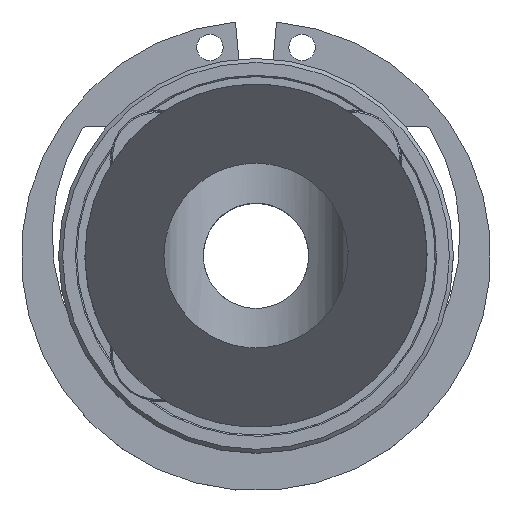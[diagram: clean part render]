
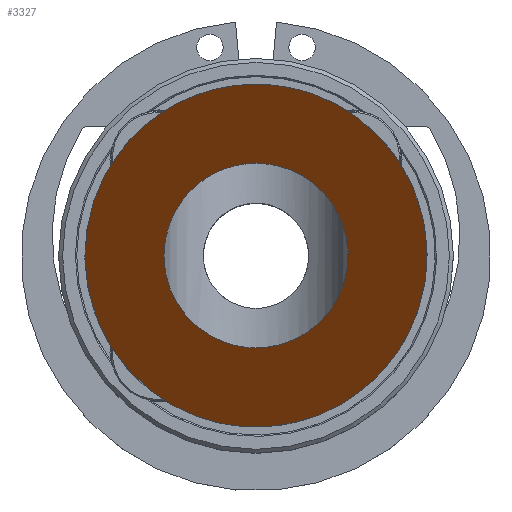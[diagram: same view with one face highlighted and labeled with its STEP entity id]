
A CAD part, top view. The second image highlights one B-rep face of the part: STEP entity #3327.
In plain terms, the highlighted planar face has unit normal (0, -0.707, 0.707).
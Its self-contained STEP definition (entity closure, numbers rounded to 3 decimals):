
#240=ELLIPSE('',#3580,18.385,13.);
#241=ELLIPSE('',#3590,9.899,7.);
#451=PLANE('',#3591);
#558=FACE_BOUND('',#948,.T.);
#703=FACE_OUTER_BOUND('',#947,.T.);
#947=EDGE_LOOP('',(#2272));
#948=EDGE_LOOP('',(#2273));
#1518=VERTEX_POINT('',#5292);
#1527=VERTEX_POINT('',#5449);
#1826=EDGE_CURVE('',#1518,#1518,#240,.T.);
#1835=EDGE_CURVE('',#1527,#1527,#241,.T.);
#2272=ORIENTED_EDGE('',*,*,#1826,.T.);
#2273=ORIENTED_EDGE('',*,*,#1835,.F.);
#3327=ADVANCED_FACE('',(#703,#558),#451,.T.);
#3580=AXIS2_PLACEMENT_3D('',#5293,#4102,#4103);
#3590=AXIS2_PLACEMENT_3D('',#5450,#4122,#4123);
#3591=AXIS2_PLACEMENT_3D('',#5486,#4124,#4125);
#4102=DIRECTION('center_axis',(0.,-0.707,
0.707));
#4103=DIRECTION('ref_axis',(0.,-0.707,-0.707));
#4122=DIRECTION('center_axis',(0.,-0.707,
0.707));
#4123=DIRECTION('ref_axis',(0.,-0.707,-0.707));
#4124=DIRECTION('center_axis',(0.,-0.707,
0.707));
#4125=DIRECTION('ref_axis',(1.,0.,0.));
#5292=CARTESIAN_POINT('',(0.,-13.,5.672));
#5293=CARTESIAN_POINT('Origin',(0.,0.,18.672));
#5449=CARTESIAN_POINT('',(0.,-7.,11.672));
#5450=CARTESIAN_POINT('Origin',(0.,0.,18.672));
#5486=CARTESIAN_POINT('Origin',(0.,-13.,5.672));
